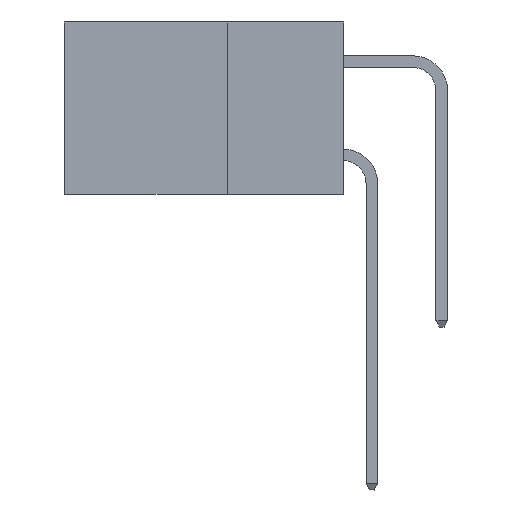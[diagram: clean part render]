
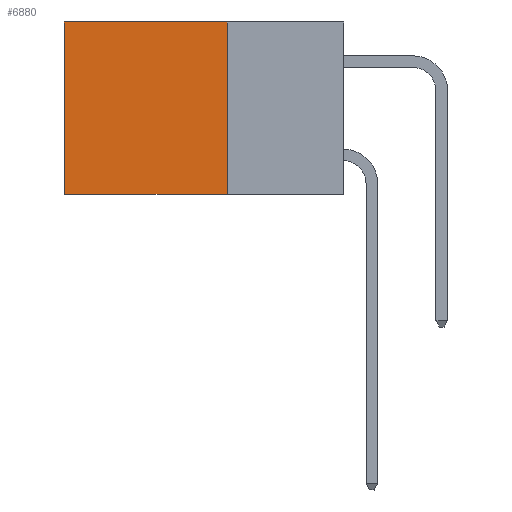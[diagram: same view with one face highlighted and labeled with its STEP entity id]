
A CAD part, left-side view. The second image highlights one B-rep face of the part: STEP entity #6880.
In plain terms, the highlighted planar face has unit normal (-1, 0, 0).
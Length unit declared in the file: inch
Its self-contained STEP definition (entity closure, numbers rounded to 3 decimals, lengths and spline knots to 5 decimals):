
#389 = ORIENTED_EDGE ( 'NONE', *, *, #650, .T. ) ;
#485 = CARTESIAN_POINT ( 'NONE',  ( 0.298, 0.25, -0.37 ) ) ;
#629 = CARTESIAN_POINT ( 'NONE',  ( 0.298, 0.25, 0. ) ) ;
#650 = EDGE_CURVE ( 'NONE', #21365, #10830, #18951, .T. ) ;
#786 = DIRECTION ( 'NONE',  ( 0., 0., -1. ) ) ;
#800 = DIRECTION ( 'NONE',  ( 0., 1., 0. ) ) ;
#971 = AXIS2_PLACEMENT_3D ( 'NONE', #17414, #9591, #5474 ) ;
#1326 = ORIENTED_EDGE ( 'NONE', *, *, #3451, .F. ) ;
#2744 = VERTEX_POINT ( 'NONE', #485 ) ;
#2933 = FACE_OUTER_BOUND ( 'NONE', #19693, .T. ) ;
#3451 = EDGE_CURVE ( 'NONE', #10777, #2744, #11009, .T. ) ;
#4246 = CARTESIAN_POINT ( 'NONE',  ( 0.298, 0.25, 0. ) ) ;
#4808 = DIRECTION ( 'NONE',  ( 0., 0., -1. ) ) ;
#5474 = DIRECTION ( 'NONE',  ( 0., 0., -1. ) ) ;
#5501 = DIRECTION ( 'NONE',  ( 0., 1., 0. ) ) ;
#5813 = LINE ( 'NONE', #14838, #15170 ) ;
#6880 = ADVANCED_FACE ( 'NONE', ( #2933 ), #11333, .F. ) ;
#9591 = DIRECTION ( 'NONE',  ( 1., 0., 0. ) ) ;
#9940 = ORIENTED_EDGE ( 'NONE', *, *, #11676, .T. ) ;
#10777 = VERTEX_POINT ( 'NONE', #4246 ) ;
#10830 = VERTEX_POINT ( 'NONE', #12805 ) ;
#11009 = LINE ( 'NONE', #629, #21619 ) ;
#11333 = PLANE ( 'NONE',  #971 ) ;
#11676 = EDGE_CURVE ( 'NONE', #10777, #21365, #5813, .T. ) ;
#12805 = CARTESIAN_POINT ( 'NONE',  ( 0.298, 0.6, -0.37 ) ) ;
#14838 = CARTESIAN_POINT ( 'NONE',  ( 0.298, 0.25, 0. ) ) ;
#15011 = LINE ( 'NONE', #19690, #17187 ) ;
#15170 = VECTOR ( 'NONE', #800, 39.37008 ) ;
#15828 = VECTOR ( 'NONE', #786, 39.37008 ) ;
#16854 = ORIENTED_EDGE ( 'NONE', *, *, #24533, .F. ) ;
#17187 = VECTOR ( 'NONE', #5501, 39.37008 ) ;
#17414 = CARTESIAN_POINT ( 'NONE',  ( 0.298, 0.25, 0. ) ) ;
#18100 = CARTESIAN_POINT ( 'NONE',  ( 0.298, 0.6, 0. ) ) ;
#18951 = LINE ( 'NONE', #20752, #15828 ) ;
#19690 = CARTESIAN_POINT ( 'NONE',  ( 0.298, 0.25, -0.37 ) ) ;
#19693 = EDGE_LOOP ( 'NONE', ( #389, #16854, #1326, #9940 ) ) ;
#20752 = CARTESIAN_POINT ( 'NONE',  ( 0.298, 0.6, 0. ) ) ;
#21365 = VERTEX_POINT ( 'NONE', #18100 ) ;
#21619 = VECTOR ( 'NONE', #4808, 39.37008 ) ;
#24533 = EDGE_CURVE ( 'NONE', #2744, #10830, #15011, .T. ) ;
